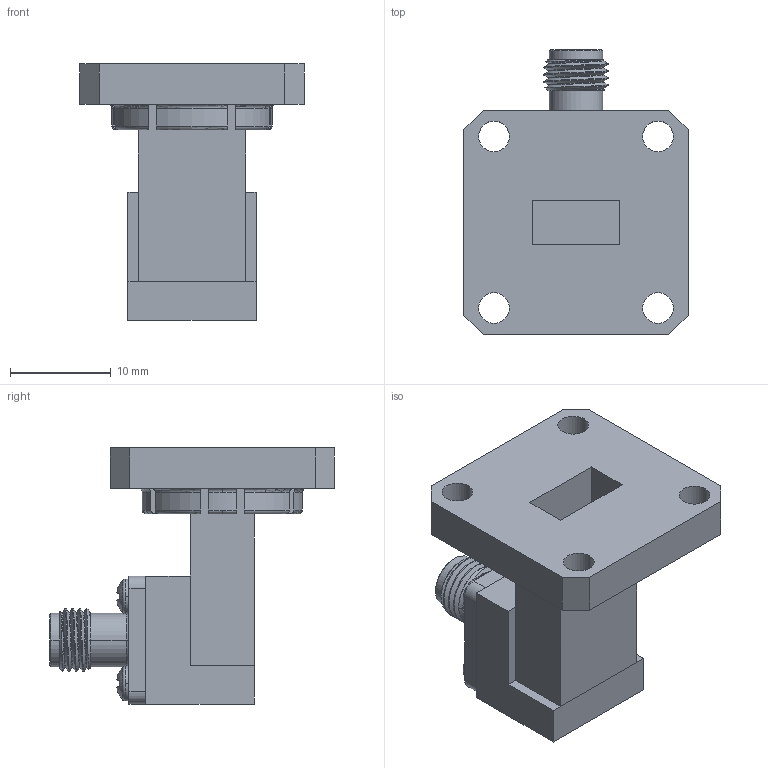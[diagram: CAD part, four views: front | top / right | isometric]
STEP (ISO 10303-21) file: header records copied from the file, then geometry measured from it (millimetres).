
FILE_DESCRIPTION (( 'STEP AP214' ), '1' );
FILE_NAME ('FMWCA1001_3D.STEP', '2021-08-10T09:42:00', ( '' ), ( '' ), 'SwSTEP 2.0', 'SolidWorks 2021', '' );
FILE_SCHEMA (( 'AUTOMOTIVE_DESIGN' ));
Length unit declared in the file: inch
Products named in the file (3): FMWCA1001_3D; FMWCA1001_ma2_with base; FMWCA1001_ma1_with base
Assembly tree (2 placements, depth 2):
  FMWCA1001_3D
    FMWCA1001_ma1_with base
    FMWCA1001_ma2_with base
Bounding box: 22.23 x 28.26 x 25.4 mm (x, y, z)
Volume: 3937 mm3; surface area: 3977.8 mm2
Topology: 2 solids, 2 shells, 331 faces, 896 edges, 590 vertices
Faces by surface type: plane 150, cylinder 95, cone 35, bspline 31, torus 20
Entity records: 16827 total; most frequent: CARTESIAN_POINT 8885, ORIENTED_EDGE 1792, DIRECTION 1464, EDGE_CURVE 896, VERTEX_POINT 590, AXIS2_PLACEMENT_3D 538, VECTOR 388, LINE 388
